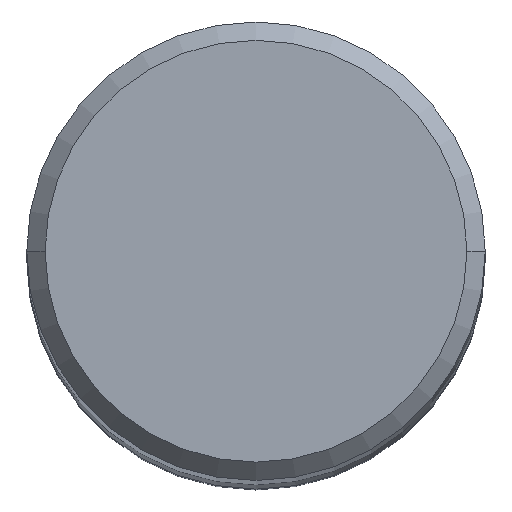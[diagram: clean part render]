
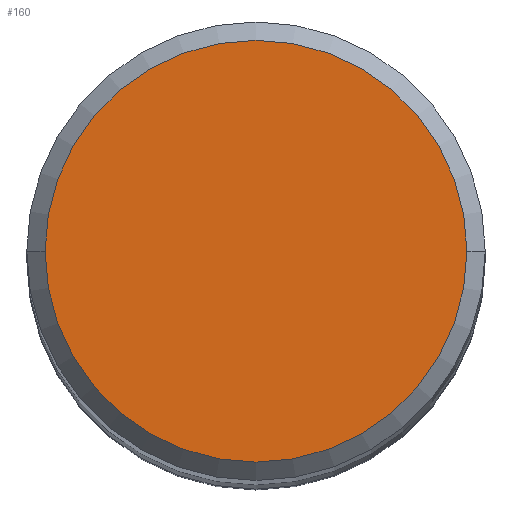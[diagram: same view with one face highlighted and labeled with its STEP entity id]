
A CAD part, top view. The second image highlights one B-rep face of the part: STEP entity #160.
In plain terms, the highlighted planar face has unit normal (0, 0, 1).
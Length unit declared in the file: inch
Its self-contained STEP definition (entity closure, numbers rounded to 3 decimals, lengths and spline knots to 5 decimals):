
#121 = ORIENTED_EDGE ( 'NONE', *, *, #147, .T. ) ;
#126 = DIRECTION ( 'NONE',  ( 0., 0., 1. ) ) ;
#128 = CARTESIAN_POINT ( 'NONE',  ( 0., 0.23, 0. ) ) ;
#147 = EDGE_CURVE ( 'NONE', #564, #667, #568, .T. ) ;
#148 = CARTESIAN_POINT ( 'NONE',  ( 0., 0., 0. ) ) ;
#160 = ADVANCED_FACE ( 'NONE', ( #257 ), #584, .F. ) ;
#190 = CIRCLE ( 'NONE', #661, 0.23 ) ;
#257 = FACE_OUTER_BOUND ( 'NONE', #601, .T. ) ;
#269 = DIRECTION ( 'NONE',  ( 0., 0., -1. ) ) ;
#321 = EDGE_CURVE ( 'NONE', #667, #564, #190, .T. ) ;
#383 = AXIS2_PLACEMENT_3D ( 'NONE', #128, #269, #651 ) ;
#476 = ORIENTED_EDGE ( 'NONE', *, *, #321, .T. ) ;
#564 = VERTEX_POINT ( 'NONE', #766 ) ;
#568 = CIRCLE ( 'NONE', #618, 0.23 ) ;
#584 = PLANE ( 'NONE',  #383 ) ;
#598 = CARTESIAN_POINT ( 'NONE',  ( 0., 0., 0. ) ) ;
#601 = EDGE_LOOP ( 'NONE', ( #476, #121 ) ) ;
#618 = AXIS2_PLACEMENT_3D ( 'NONE', #148, #126, #712 ) ;
#621 = CARTESIAN_POINT ( 'NONE',  ( -0.23, 0., 0. ) ) ;
#629 = DIRECTION ( 'NONE',  ( 1., 0., 0. ) ) ;
#651 = DIRECTION ( 'NONE',  ( -1., 0., 0. ) ) ;
#661 = AXIS2_PLACEMENT_3D ( 'NONE', #598, #799, #629 ) ;
#667 = VERTEX_POINT ( 'NONE', #621 ) ;
#712 = DIRECTION ( 'NONE',  ( 1., 0., 0. ) ) ;
#766 = CARTESIAN_POINT ( 'NONE',  ( 0.23, 0., 0. ) ) ;
#799 = DIRECTION ( 'NONE',  ( 0., 0., 1. ) ) ;
